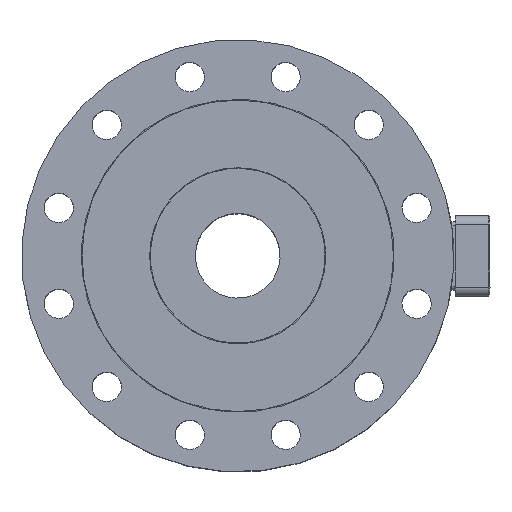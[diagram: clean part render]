
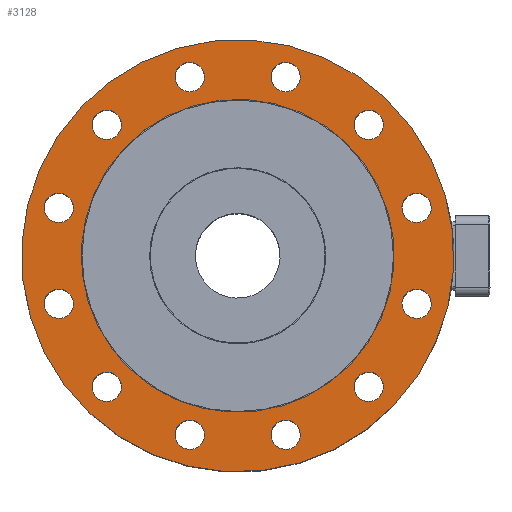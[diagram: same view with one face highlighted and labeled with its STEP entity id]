
A CAD part, front view. The second image highlights one B-rep face of the part: STEP entity #3128.
In plain terms, the highlighted face is planar.
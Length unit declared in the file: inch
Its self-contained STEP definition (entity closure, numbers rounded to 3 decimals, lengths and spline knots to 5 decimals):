
#1479=CARTESIAN_POINT('',(0.20296,-2.43285,0.74));
#1480=VERTEX_POINT('',#1479);
#1481=CARTESIAN_POINT('',(0.37876,-2.53435,0.74));
#1482=DIRECTION('',(0.0,0.0,-1.));
#1483=DIRECTION('',(0.866,-0.5,0.0));
#1484=AXIS2_PLACEMENT_3D('',#1481,#1482,#1483);
#1485=CIRCLE('',#1484,0.203);
#1486=EDGE_CURVE('',#1480,#1480,#1485,.T.);
#1507=CARTESIAN_POINT('',(-1.04066,-2.20839,0.74));
#1508=VERTEX_POINT('',#1507);
#1509=CARTESIAN_POINT('',(-0.93916,-2.3842,0.74));
#1510=DIRECTION('',(0.0,0.0,-1.));
#1511=DIRECTION('',(0.5,-0.866,0.0));
#1512=AXIS2_PLACEMENT_3D('',#1509,#1510,#1511);
#1513=CIRCLE('',#1512,0.203);
#1514=EDGE_CURVE('',#1508,#1508,#1513,.T.);
#1535=CARTESIAN_POINT('',(-2.00543,-1.39219,0.74));
#1536=VERTEX_POINT('',#1535);
#1537=CARTESIAN_POINT('',(-2.00543,-1.59519,0.74));
#1538=DIRECTION('',(0.0,0.0,-1.0));
#1539=DIRECTION('',(0.0,-1.0,0.0));
#1540=AXIS2_PLACEMENT_3D('',#1537,#1538,#1539);
#1541=CIRCLE('',#1540,0.203);
#1542=EDGE_CURVE('',#1536,#1536,#1541,.T.);
#1563=CARTESIAN_POINT('',(-2.43285,-0.20296,0.74));
#1564=VERTEX_POINT('',#1563);
#1565=CARTESIAN_POINT('',(-2.53435,-0.37876,0.74));
#1566=DIRECTION('',(0.0,0.0,-1.));
#1567=DIRECTION('',(-0.5,-0.866,0.0));
#1568=AXIS2_PLACEMENT_3D('',#1565,#1566,#1567);
#1569=CIRCLE('',#1568,0.203);
#1570=EDGE_CURVE('',#1564,#1564,#1569,.T.);
#1591=CARTESIAN_POINT('',(-2.20839,1.04066,0.74));
#1592=VERTEX_POINT('',#1591);
#1593=CARTESIAN_POINT('',(-2.3842,0.93916,0.74));
#1594=DIRECTION('',(0.0,0.0,-1.));
#1595=DIRECTION('',(-0.866,-0.5,0.0));
#1596=AXIS2_PLACEMENT_3D('',#1593,#1594,#1595);
#1597=CIRCLE('',#1596,0.203);
#1598=EDGE_CURVE('',#1592,#1592,#1597,.T.);
#1619=CARTESIAN_POINT('',(-1.39219,2.00543,0.74));
#1620=VERTEX_POINT('',#1619);
#1621=CARTESIAN_POINT('',(-1.59519,2.00543,0.74));
#1622=DIRECTION('',(0.0,0.0,-1.0));
#1623=DIRECTION('',(-1.0,0.0,0.0));
#1624=AXIS2_PLACEMENT_3D('',#1621,#1622,#1623);
#1625=CIRCLE('',#1624,0.203);
#1626=EDGE_CURVE('',#1620,#1620,#1625,.T.);
#1647=CARTESIAN_POINT('',(-0.20296,2.43285,0.74));
#1648=VERTEX_POINT('',#1647);
#1649=CARTESIAN_POINT('',(-0.37876,2.53435,0.74));
#1650=DIRECTION('',(0.0,0.0,-1.));
#1651=DIRECTION('',(-0.866,0.5,0.0));
#1652=AXIS2_PLACEMENT_3D('',#1649,#1650,#1651);
#1653=CIRCLE('',#1652,0.203);
#1654=EDGE_CURVE('',#1648,#1648,#1653,.T.);
#1675=CARTESIAN_POINT('',(1.04066,2.20839,0.74));
#1676=VERTEX_POINT('',#1675);
#1677=CARTESIAN_POINT('',(0.93916,2.3842,0.74));
#1678=DIRECTION('',(0.0,0.0,-1.));
#1679=DIRECTION('',(-0.5,0.866,0.0));
#1680=AXIS2_PLACEMENT_3D('',#1677,#1678,#1679);
#1681=CIRCLE('',#1680,0.203);
#1682=EDGE_CURVE('',#1676,#1676,#1681,.T.);
#1703=CARTESIAN_POINT('',(2.00543,1.39219,0.74));
#1704=VERTEX_POINT('',#1703);
#1705=CARTESIAN_POINT('',(2.00543,1.59519,0.74));
#1706=DIRECTION('',(0.0,0.0,-1.0));
#1707=DIRECTION('',(0.0,1.0,0.0));
#1708=AXIS2_PLACEMENT_3D('',#1705,#1706,#1707);
#1709=CIRCLE('',#1708,0.203);
#1710=EDGE_CURVE('',#1704,#1704,#1709,.T.);
#1731=CARTESIAN_POINT('',(2.43285,0.20296,0.74));
#1732=VERTEX_POINT('',#1731);
#1733=CARTESIAN_POINT('',(2.53435,0.37876,0.74));
#1734=DIRECTION('',(0.0,0.0,-1.));
#1735=DIRECTION('',(0.5,0.866,0.0));
#1736=AXIS2_PLACEMENT_3D('',#1733,#1734,#1735);
#1737=CIRCLE('',#1736,0.203);
#1738=EDGE_CURVE('',#1732,#1732,#1737,.T.);
#1759=CARTESIAN_POINT('',(2.20839,-1.04066,0.74));
#1760=VERTEX_POINT('',#1759);
#1761=CARTESIAN_POINT('',(2.3842,-0.93916,0.74));
#1762=DIRECTION('',(0.0,0.0,-1.));
#1763=DIRECTION('',(0.866,0.5,0.0));
#1764=AXIS2_PLACEMENT_3D('',#1761,#1762,#1763);
#1765=CIRCLE('',#1764,0.203);
#1766=EDGE_CURVE('',#1760,#1760,#1765,.T.);
#1787=CARTESIAN_POINT('',(1.39219,-2.00543,0.74));
#1788=VERTEX_POINT('',#1787);
#1789=CARTESIAN_POINT('',(1.59519,-2.00543,0.74));
#1790=DIRECTION('',(0.0,0.0,-1.0));
#1791=DIRECTION('',(1.0,0.0,0.0));
#1792=AXIS2_PLACEMENT_3D('',#1789,#1790,#1791);
#1793=CIRCLE('',#1792,0.203);
#1794=EDGE_CURVE('',#1788,#1788,#1793,.T.);
#1860=CARTESIAN_POINT('',(-2.165,0.,0.74));
#1861=VERTEX_POINT('',#1860);
#1862=CARTESIAN_POINT('',(0.,0.,0.74));
#1863=DIRECTION('',(0.0,0.0,-1.0));
#1864=DIRECTION('',(1.0,0.0,0.0));
#1865=AXIS2_PLACEMENT_3D('',#1862,#1863,#1864);
#1866=CIRCLE('',#1865,2.165);
#1867=EDGE_CURVE('',#1861,#1861,#1866,.T.);
#1888=CARTESIAN_POINT('',(-2.99,0.,0.74));
#1889=VERTEX_POINT('',#1888);
#1890=CARTESIAN_POINT('',(0.,0.,0.74));
#1891=DIRECTION('',(0.0,0.0,-1.0));
#1892=DIRECTION('',(1.0,0.0,0.0));
#1893=AXIS2_PLACEMENT_3D('',#1890,#1891,#1892);
#1894=CIRCLE('',#1893,2.99);
#1895=EDGE_CURVE('',#1889,#1889,#1894,.T.);
#3081=CARTESIAN_POINT('',(2.59675,0.,0.74));
#3082=DIRECTION('',(0.0,0.0,1.0));
#3083=DIRECTION('',(1.0,0.0,0.0));
#3084=AXIS2_PLACEMENT_3D('',#3081,#3082,#3083);
#3085=PLANE('',#3084);
#3086=ORIENTED_EDGE('',*,*,#1895,.F.);
#3087=EDGE_LOOP('',(#3086));
#3088=FACE_OUTER_BOUND('',#3087,.T.);
#3089=ORIENTED_EDGE('',*,*,#1486,.T.);
#3090=EDGE_LOOP('',(#3089));
#3091=FACE_BOUND('',#3090,.T.);
#3092=ORIENTED_EDGE('',*,*,#1514,.T.);
#3093=EDGE_LOOP('',(#3092));
#3094=FACE_BOUND('',#3093,.T.);
#3095=ORIENTED_EDGE('',*,*,#1542,.T.);
#3096=EDGE_LOOP('',(#3095));
#3097=FACE_BOUND('',#3096,.T.);
#3098=ORIENTED_EDGE('',*,*,#1570,.T.);
#3099=EDGE_LOOP('',(#3098));
#3100=FACE_BOUND('',#3099,.T.);
#3101=ORIENTED_EDGE('',*,*,#1598,.T.);
#3102=EDGE_LOOP('',(#3101));
#3103=FACE_BOUND('',#3102,.T.);
#3104=ORIENTED_EDGE('',*,*,#1626,.T.);
#3105=EDGE_LOOP('',(#3104));
#3106=FACE_BOUND('',#3105,.T.);
#3107=ORIENTED_EDGE('',*,*,#1654,.T.);
#3108=EDGE_LOOP('',(#3107));
#3109=FACE_BOUND('',#3108,.T.);
#3110=ORIENTED_EDGE('',*,*,#1682,.T.);
#3111=EDGE_LOOP('',(#3110));
#3112=FACE_BOUND('',#3111,.T.);
#3113=ORIENTED_EDGE('',*,*,#1710,.T.);
#3114=EDGE_LOOP('',(#3113));
#3115=FACE_BOUND('',#3114,.T.);
#3116=ORIENTED_EDGE('',*,*,#1738,.T.);
#3117=EDGE_LOOP('',(#3116));
#3118=FACE_BOUND('',#3117,.T.);
#3119=ORIENTED_EDGE('',*,*,#1766,.T.);
#3120=EDGE_LOOP('',(#3119));
#3121=FACE_BOUND('',#3120,.T.);
#3122=ORIENTED_EDGE('',*,*,#1794,.T.);
#3123=EDGE_LOOP('',(#3122));
#3124=FACE_BOUND('',#3123,.T.);
#3125=ORIENTED_EDGE('',*,*,#1867,.T.);
#3126=EDGE_LOOP('',(#3125));
#3127=FACE_BOUND('',#3126,.T.);
#3128=ADVANCED_FACE('',(#3088,#3091,#3094,#3097,#3100,#3103,#3106,#3109,#3112,#3115,#3118,#3121,#3124,#3127),#3085,.T.);
